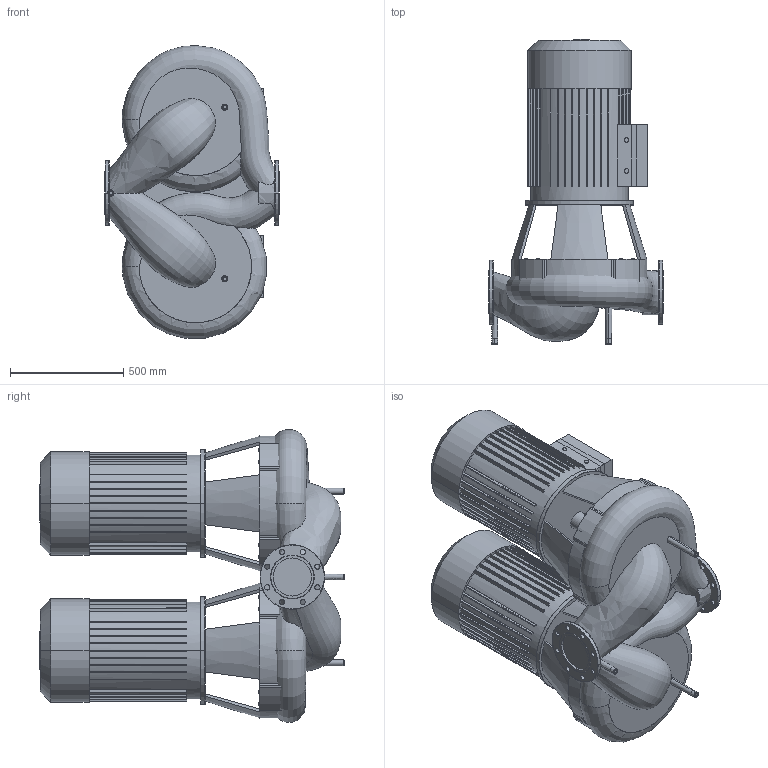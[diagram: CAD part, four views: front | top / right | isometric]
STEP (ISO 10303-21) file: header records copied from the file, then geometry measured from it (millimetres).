
FILE_DESCRIPTION((''),'2;1');
FILE_NAME('3d_DL150_335-45_4-2151761.stp','2016-05-24T12:48:03',(''),(''),'Mechanical Desktop 2009','Mechanical Desktop 2009',', , ');
FILE_SCHEMA(('CONFIG_CONTROL_DESIGN'));
Length unit declared in the file: millimetre
Products named in the file (1): Product
Bounding box: 770 x 1346 x 1293.57 mm (x, y, z)
Volume: 449382750.1 mm3; surface area: 9738109.6 mm2
Topology: 17 solids, 17 shells, 777 faces, 2115 edges, 1403 vertices
Faces by surface type: bspline 329, plane 250, cylinder 180, cone 14, torus 4
Entity records: 47561 total; most frequent: CARTESIAN_POINT 28438, ORIENTED_EDGE 4226, DIRECTION 3555, EDGE_CURVE 2113, VERTEX_POINT 1402, AXIS2_PLACEMENT_3D 1185, VECTOR 1185, LINE 1185
